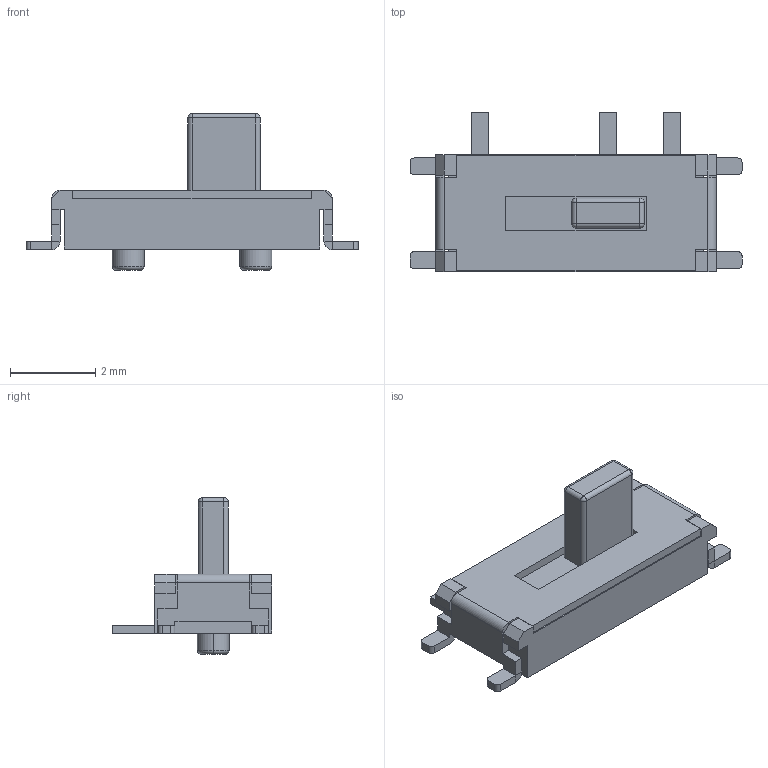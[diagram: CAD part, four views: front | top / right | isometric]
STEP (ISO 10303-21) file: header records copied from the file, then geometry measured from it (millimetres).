
FILE_DESCRIPTION (( 'STEP AP214' ), '1' );
FILE_NAME ('SW-SMD_DEALON_MK-12C08-G1.5.STEP', '2022-12-11T01:36:07', ( '' ), ( '' ), 'SwSTEP 2.0', 'SolidWorks 2020', '' );
FILE_SCHEMA (( 'AUTOMOTIVE_DESIGN' ));
Length unit declared in the file: millimetre
Products named in the file (1): SW-SMD_DEALON_MK-12C08-G1.5
Bounding box: 7.8 x 3.75 x 3.68 mm (x, y, z)
Volume: 26.6 mm3; surface area: 117.7 mm2
Topology: 2 solids, 2 shells, 381 faces, 1021 edges, 662 vertices
Faces by surface type: plane 240, bspline 98, cylinder 35, torus 4, sphere 4
Entity records: 16431 total; most frequent: CARTESIAN_POINT 3367, ORIENTED_EDGE 2034, DIRECTION 1463, EDGE_CURVE 1017, LINE 739, VECTOR 739, VERTEX_POINT 662, EDGE_LOOP 405
